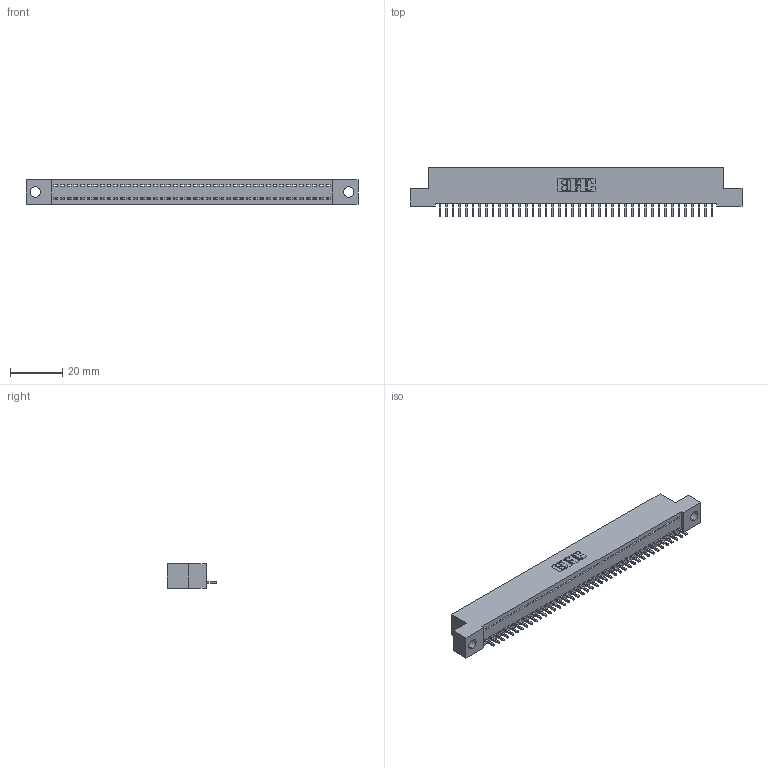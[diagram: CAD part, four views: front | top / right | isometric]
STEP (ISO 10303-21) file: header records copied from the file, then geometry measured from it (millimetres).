
FILE_DESCRIPTION (( 'STEP AP203' ), '1' );
FILE_NAME ('342-042-521-104.STEP', '2019-10-02T17:42:36', ( '' ), ( '' ), 'SwSTEP 2.0', 'SolidWorks 2016', '' );
FILE_SCHEMA (( 'CONFIG_CONTROL_DESIGN' ));
Length unit declared in the file: inch
Products named in the file (3): 342 Part_.156 TH; 345-292-001_345-293-121; 342-042-521-104
Assembly tree (43 placements, depth 2):
  342-042-521-104
    342 Part_.156 TH
    345-292-001_345-293-121  x42
Bounding box: 127 x 19.06 x 9.4 mm (x, y, z)
Volume: 10928.8 mm3; surface area: 15408.6 mm2
Topology: 43 solids, 43 shells, 2546 faces, 7691 edges, 5070 vertices
Faces by surface type: plane 1830, cylinder 716
Entity records: 25565 total; most frequent: CARTESIAN_POINT 4416, ORIENTED_EDGE 4394, DIRECTION 3725, EDGE_CURVE 2197, LINE 2069, VECTOR 2069, VERTEX_POINT 1462, AXIS2_PLACEMENT_3D 828
